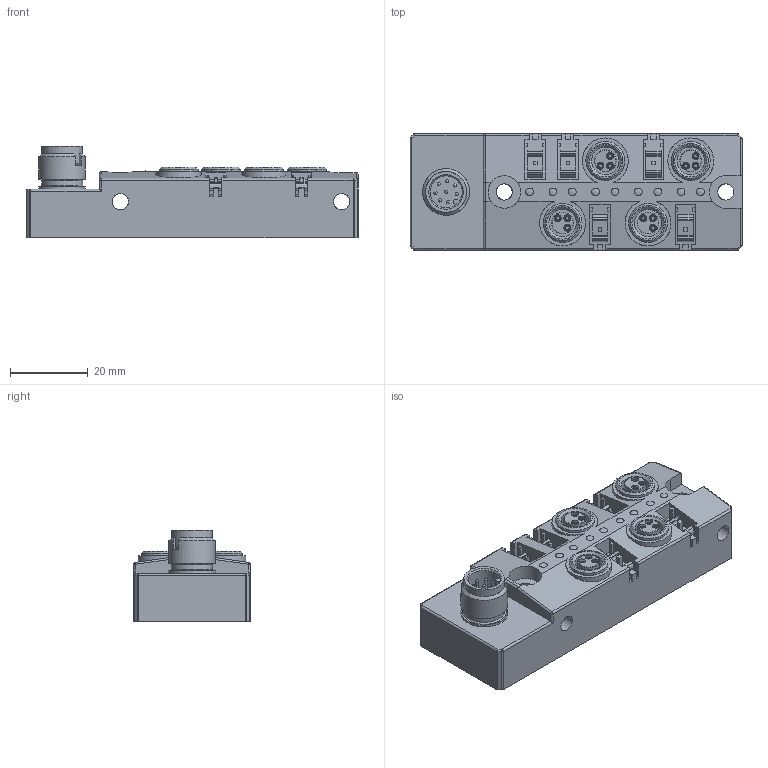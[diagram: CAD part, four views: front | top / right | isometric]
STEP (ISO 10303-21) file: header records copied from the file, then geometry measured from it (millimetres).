
FILE_DESCRIPTION(/* description */ (''),/* implementation_level */ '2;1');
FILE_NAME(/* name */ '42530-PUL-1001.stp',/* time_stamp */ '2021-02-12T10:30:08+01:00',/* author */ ('Z251L7'),/* organization */ (''),/* preprocessor_version */ 'ST-DEVELOPER v18',/* originating_system */ 'Autodesk Inventor 2020',/* authorisation */ '');
FILE_SCHEMA (('AUTOMOTIVE_DESIGN { 1 0 10303 214 3 1 1 }'));
Length unit declared in the file: millimetre
Products named in the file (1): 42530-PUL-1001
Bounding box: 85.5 x 30 x 23.58 mm (x, y, z)
Volume: 38075.4 mm3; surface area: 13304 mm2
Topology: 1 solids, 20 shells, 787 faces, 2028 edges, 1364 vertices
Faces by surface type: plane 458, cylinder 189, cone 77, sphere 27, torus 18, bspline 18
Full cylindrical faces by diameter (mm): 0.8 x8, 1.2 x12, 4.2 x7, 5.66 x4, 7.1 x4, 8.4 x1, 8.7 x4, 10 x4, 10.5 x1, 10.6 x1, 12 x1, 12.05 x1
Entity records: 26592 total; most frequent: CARTESIAN_POINT 6248, DIRECTION 4086, ORIENTED_EDGE 4032, EDGE_CURVE 2016, AXIS2_PLACEMENT_3D 1443, VERTEX_POINT 1364, LINE 1200, VECTOR 1200
